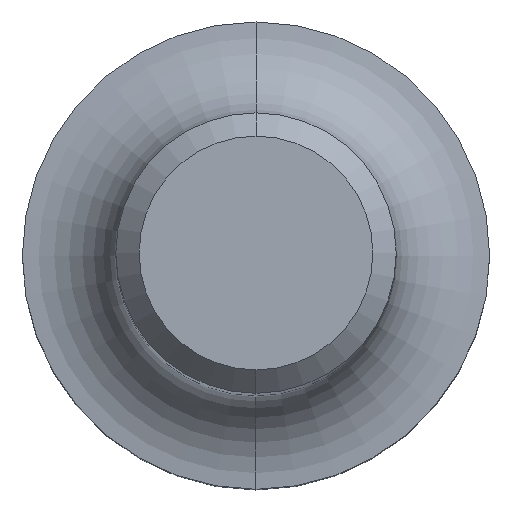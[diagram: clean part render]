
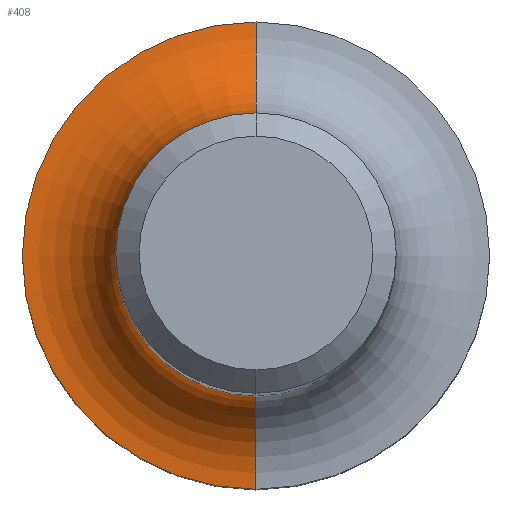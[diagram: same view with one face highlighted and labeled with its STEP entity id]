
A CAD part, top view. The second image highlights one B-rep face of the part: STEP entity #408.
In plain terms, the highlighted toroidal (fillet/blend) face has major radius 7.938 mm and minor radius 3.175 mm.
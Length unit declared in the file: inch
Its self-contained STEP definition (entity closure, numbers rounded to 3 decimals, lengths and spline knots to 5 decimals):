
#4 = ORIENTED_EDGE ( 'NONE', *, *, #23, .F. ) ;
#9 = ORIENTED_EDGE ( 'NONE', *, *, #170, .F. ) ;
#15 = EDGE_CURVE ( 'NONE', #143, #162, #235, .T. ) ;
#18 = CIRCLE ( 'NONE', #358, 0.1875 ) ;
#23 = EDGE_CURVE ( 'NONE', #183, #185, #439, .T. ) ;
#26 = AXIS2_PLACEMENT_3D ( 'NONE', #97, #248, #62 ) ;
#51 = DIRECTION ( 'NONE',  ( 0., -1., 0. ) ) ;
#54 = CARTESIAN_POINT ( 'NONE',  ( 0., 0.1875, -1.88 ) ) ;
#60 = DIRECTION ( 'NONE',  ( -1., 0., 0. ) ) ;
#62 = DIRECTION ( 'NONE',  ( 0., 1., 0. ) ) ;
#75 = EDGE_LOOP ( 'NONE', ( #9, #484, #455, #4 ) ) ;
#89 = AXIS2_PLACEMENT_3D ( 'NONE', #105, #190, #339 ) ;
#97 = CARTESIAN_POINT ( 'NONE',  ( 0., 0.3125, -1.88 ) ) ;
#105 = CARTESIAN_POINT ( 'NONE',  ( 0., 0., -1.88 ) ) ;
#126 = DIRECTION ( 'NONE',  ( 0., 0., 1. ) ) ;
#129 = CIRCLE ( 'NONE', #481, 0.3125 ) ;
#140 = CARTESIAN_POINT ( 'NONE',  ( 0., -0.1875, -1.88 ) ) ;
#143 = VERTEX_POINT ( 'NONE', #54 ) ;
#162 = VERTEX_POINT ( 'NONE', #443 ) ;
#170 = EDGE_CURVE ( 'NONE', #143, #183, #18, .T. ) ;
#171 = CARTESIAN_POINT ( 'NONE',  ( 0., 0., -2.005 ) ) ;
#179 = CARTESIAN_POINT ( 'NONE',  ( 0., -0.3125, -2.005 ) ) ;
#183 = VERTEX_POINT ( 'NONE', #140 ) ;
#185 = VERTEX_POINT ( 'NONE', #179 ) ;
#190 = DIRECTION ( 'NONE',  ( 0., 0., 1. ) ) ;
#225 = FACE_OUTER_BOUND ( 'NONE', #75, .T. ) ;
#235 = CIRCLE ( 'NONE', #26, 0.125 ) ;
#248 = DIRECTION ( 'NONE',  ( 1., 0., 0. ) ) ;
#275 = EDGE_CURVE ( 'NONE', #162, #185, #129, .T. ) ;
#279 = DIRECTION ( 'NONE',  ( 0., -1., 0. ) ) ;
#301 = TOROIDAL_SURFACE ( 'NONE', #89, 0.3125, 0.125 ) ;
#322 = DIRECTION ( 'NONE',  ( 0., -1., 0. ) ) ;
#339 = DIRECTION ( 'NONE',  ( 0., -1., 0. ) ) ;
#358 = AXIS2_PLACEMENT_3D ( 'NONE', #471, #126, #279 ) ;
#367 = AXIS2_PLACEMENT_3D ( 'NONE', #397, #60, #51 ) ;
#396 = DIRECTION ( 'NONE',  ( 0., 0., 1. ) ) ;
#397 = CARTESIAN_POINT ( 'NONE',  ( 0., -0.3125, -1.88 ) ) ;
#408 = ADVANCED_FACE ( 'NONE', ( #225 ), #301, .F. ) ;
#439 = CIRCLE ( 'NONE', #367, 0.125 ) ;
#443 = CARTESIAN_POINT ( 'NONE',  ( 0., 0.3125, -2.005 ) ) ;
#455 = ORIENTED_EDGE ( 'NONE', *, *, #275, .T. ) ;
#471 = CARTESIAN_POINT ( 'NONE',  ( 0., 0., -1.88 ) ) ;
#481 = AXIS2_PLACEMENT_3D ( 'NONE', #171, #396, #322 ) ;
#484 = ORIENTED_EDGE ( 'NONE', *, *, #15, .T. ) ;
